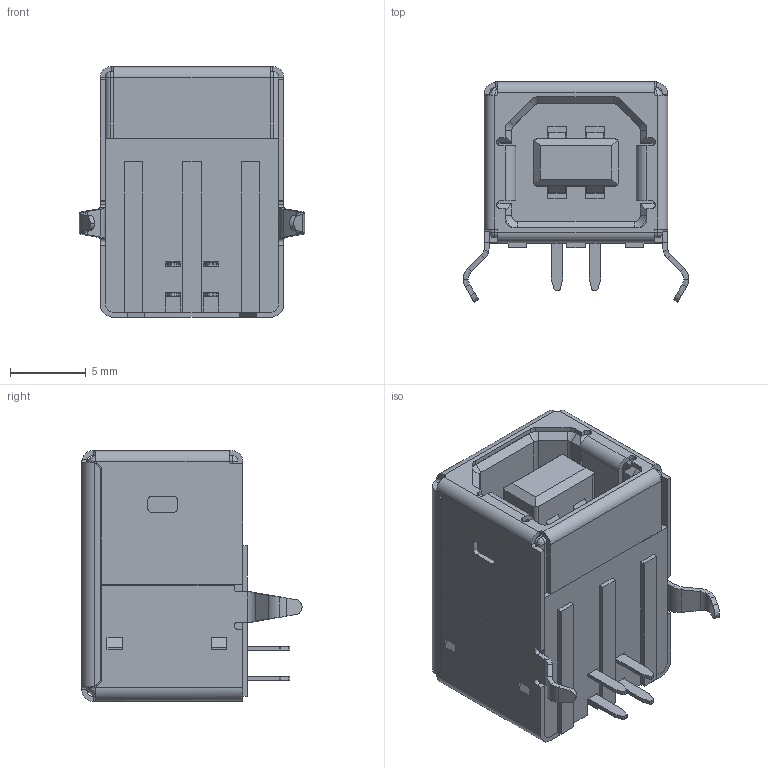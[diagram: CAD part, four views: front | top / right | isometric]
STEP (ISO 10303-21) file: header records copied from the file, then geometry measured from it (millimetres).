
FILE_DESCRIPTION (( 'STEP AP214' ), '1' );
FILE_NAME ('USB-B1HSB6.STEP', '2021-06-11T18:12:45', ( '' ), ( '' ), 'SwSTEP 2.0', 'SolidWorks 2017', '' );
FILE_SCHEMA (( 'AUTOMOTIVE_DESIGN' ));
Length unit declared in the file: millimetre
Products named in the file (1): USB-B1HSB6
Bounding box: 14.84 x 14.5 x 16.5 mm (x, y, z)
Volume: 1635.4 mm3; surface area: 3068.4 mm2
Topology: 12 solids, 12 shells, 520 faces, 1381 edges, 882 vertices
Faces by surface type: plane 362, cylinder 131, bspline 21, cone 6
Entity records: 16687 total; most frequent: CARTESIAN_POINT 3735, ORIENTED_EDGE 2750, DIRECTION 2537, EDGE_CURVE 1375, LINE 1065, VECTOR 1065, VERTEX_POINT 882, AXIS2_PLACEMENT_3D 736
